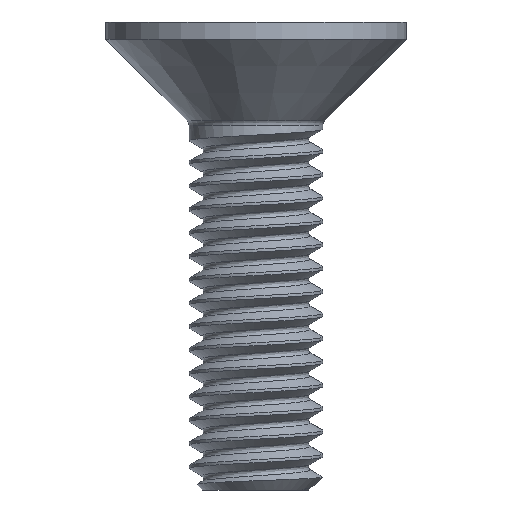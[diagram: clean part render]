
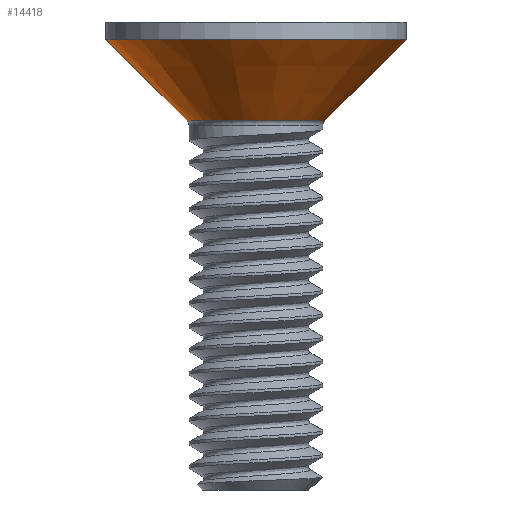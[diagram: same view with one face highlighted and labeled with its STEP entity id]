
A CAD part, front view. The second image highlights one B-rep face of the part: STEP entity #14418.
In plain terms, the highlighted conical face has half-angle 45 degrees and reference radius 2.059 mm.
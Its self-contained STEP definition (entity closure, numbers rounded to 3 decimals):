
#14007 = SURFACE_OF_REVOLUTION('',#14008,#14013);
#14008 = CIRCLE('',#14009,0.2);
#14009 = AXIS2_PLACEMENT_3D('',#14010,#14011,#14012);
#14010 = CARTESIAN_POINT('',(2.2,0.,-3.093));
#14011 = DIRECTION('',(0.,1.,0.));
#14012 = DIRECTION('',(-1.,0.,0.));
#14013 = AXIS1_PLACEMENT('',#14014,#14015);
#14014 = CARTESIAN_POINT('',(0.,0.,0.));
#14015 = DIRECTION('',(0.,0.,1.));
#14368 = VERTEX_POINT('',#14369);
#14369 = CARTESIAN_POINT('',(2.059,0.,-2.951));
#14391 = EDGE_CURVE('',#14368,#14368,#14392,.T.);
#14392 = SURFACE_CURVE('',#14393,(#14398,#14405),.PCURVE_S1.);
#14393 = CIRCLE('',#14394,2.059);
#14394 = AXIS2_PLACEMENT_3D('',#14395,#14396,#14397);
#14395 = CARTESIAN_POINT('',(0.,0.,-2.951));
#14396 = DIRECTION('',(0.,0.,1.));
#14397 = DIRECTION('',(1.,0.,-0.));
#14398 = PCURVE('',#14007,#14399);
#14399 = DEFINITIONAL_REPRESENTATION('',(#14400),#14404);
#14400 = LINE('',#14401,#14402);
#14401 = CARTESIAN_POINT('',(0.,0.785));
#14402 = VECTOR('',#14403,1.);
#14403 = DIRECTION('',(1.,0.));
#14404 = ( GEOMETRIC_REPRESENTATION_CONTEXT(2) 
PARAMETRIC_REPRESENTATION_CONTEXT() REPRESENTATION_CONTEXT('2D SPACE',''
  ) );
#14405 = PCURVE('',#14406,#14411);
#14406 = CONICAL_SURFACE('',#14407,2.059,0.785);
#14407 = AXIS2_PLACEMENT_3D('',#14408,#14409,#14410);
#14408 = CARTESIAN_POINT('',(0.,0.,-2.951));
#14409 = DIRECTION('',(0.,0.,1.));
#14410 = DIRECTION('',(1.,0.,-0.));
#14411 = DEFINITIONAL_REPRESENTATION('',(#14412),#14416);
#14412 = LINE('',#14413,#14414);
#14413 = CARTESIAN_POINT('',(0.,0.));
#14414 = VECTOR('',#14415,1.);
#14415 = DIRECTION('',(1.,0.));
#14416 = ( GEOMETRIC_REPRESENTATION_CONTEXT(2) 
PARAMETRIC_REPRESENTATION_CONTEXT() REPRESENTATION_CONTEXT('2D SPACE',''
  ) );
#14418 = ADVANCED_FACE('',(#14419),#14406,.T.);
#14419 = FACE_BOUND('',#14420,.T.);
#14420 = EDGE_LOOP('',(#14421,#14422,#14445,#14472));
#14421 = ORIENTED_EDGE('',*,*,#14391,.T.);
#14422 = ORIENTED_EDGE('',*,*,#14423,.T.);
#14423 = EDGE_CURVE('',#14368,#14424,#14426,.T.);
#14424 = VERTEX_POINT('',#14425);
#14425 = CARTESIAN_POINT('',(4.5,0.,-0.51));
#14426 = SEAM_CURVE('',#14427,(#14431,#14438),.PCURVE_S1.);
#14427 = LINE('',#14428,#14429);
#14428 = CARTESIAN_POINT('',(2.059,0.,-2.951));
#14429 = VECTOR('',#14430,1.);
#14430 = DIRECTION('',(0.707,0.,0.707));
#14431 = PCURVE('',#14406,#14432);
#14432 = DEFINITIONAL_REPRESENTATION('',(#14433),#14437);
#14433 = LINE('',#14434,#14435);
#14434 = CARTESIAN_POINT('',(0.,0.));
#14435 = VECTOR('',#14436,1.);
#14436 = DIRECTION('',(0.,1.));
#14437 = ( GEOMETRIC_REPRESENTATION_CONTEXT(2) 
PARAMETRIC_REPRESENTATION_CONTEXT() REPRESENTATION_CONTEXT('2D SPACE',''
  ) );
#14438 = PCURVE('',#14406,#14439);
#14439 = DEFINITIONAL_REPRESENTATION('',(#14440),#14444);
#14440 = LINE('',#14441,#14442);
#14441 = CARTESIAN_POINT('',(6.283,0.));
#14442 = VECTOR('',#14443,1.);
#14443 = DIRECTION('',(0.,1.));
#14444 = ( GEOMETRIC_REPRESENTATION_CONTEXT(2) 
PARAMETRIC_REPRESENTATION_CONTEXT() REPRESENTATION_CONTEXT('2D SPACE',''
  ) );
#14445 = ORIENTED_EDGE('',*,*,#14446,.F.);
#14446 = EDGE_CURVE('',#14424,#14424,#14447,.T.);
#14447 = SURFACE_CURVE('',#14448,(#14453,#14460),.PCURVE_S1.);
#14448 = CIRCLE('',#14449,4.5);
#14449 = AXIS2_PLACEMENT_3D('',#14450,#14451,#14452);
#14450 = CARTESIAN_POINT('',(0.,0.,-0.51));
#14451 = DIRECTION('',(0.,0.,1.));
#14452 = DIRECTION('',(1.,0.,-0.));
#14453 = PCURVE('',#14406,#14454);
#14454 = DEFINITIONAL_REPRESENTATION('',(#14455),#14459);
#14455 = LINE('',#14456,#14457);
#14456 = CARTESIAN_POINT('',(0.,2.441));
#14457 = VECTOR('',#14458,1.);
#14458 = DIRECTION('',(1.,0.));
#14459 = ( GEOMETRIC_REPRESENTATION_CONTEXT(2) 
PARAMETRIC_REPRESENTATION_CONTEXT() REPRESENTATION_CONTEXT('2D SPACE',''
  ) );
#14460 = PCURVE('',#14461,#14466);
#14461 = CYLINDRICAL_SURFACE('',#14462,4.5);
#14462 = AXIS2_PLACEMENT_3D('',#14463,#14464,#14465);
#14463 = CARTESIAN_POINT('',(0.,0.,-0.51));
#14464 = DIRECTION('',(0.,0.,1.));
#14465 = DIRECTION('',(1.,0.,-0.));
#14466 = DEFINITIONAL_REPRESENTATION('',(#14467),#14471);
#14467 = LINE('',#14468,#14469);
#14468 = CARTESIAN_POINT('',(0.,0.));
#14469 = VECTOR('',#14470,1.);
#14470 = DIRECTION('',(1.,0.));
#14471 = ( GEOMETRIC_REPRESENTATION_CONTEXT(2) 
PARAMETRIC_REPRESENTATION_CONTEXT() REPRESENTATION_CONTEXT('2D SPACE',''
  ) );
#14472 = ORIENTED_EDGE('',*,*,#14423,.F.);
